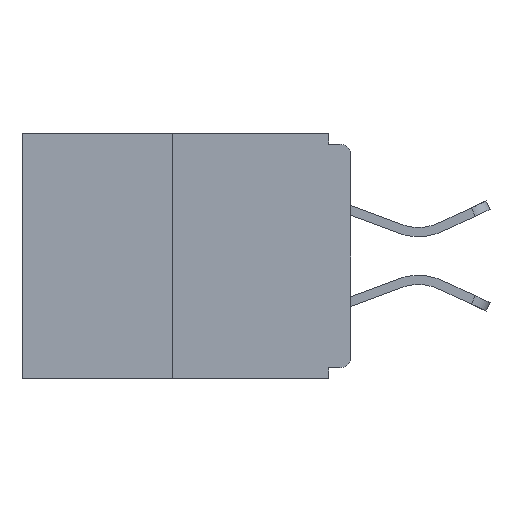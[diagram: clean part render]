
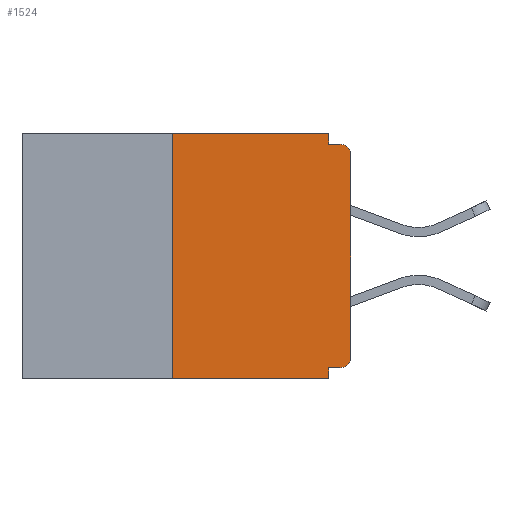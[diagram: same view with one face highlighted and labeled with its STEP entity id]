
A CAD part, left-side view. The second image highlights one B-rep face of the part: STEP entity #1524.
In plain terms, the highlighted planar face has unit normal (-1, 0, 0).
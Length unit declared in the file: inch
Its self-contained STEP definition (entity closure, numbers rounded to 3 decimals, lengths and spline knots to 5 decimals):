
#87 = CARTESIAN_POINT ( 'NONE',  ( 0., 0.031, -0.328 ) ) ;
#421 = VECTOR ( 'NONE', #9186, 39.37008 ) ;
#729 = VECTOR ( 'NONE', #3641, 39.37008 ) ;
#812 = CARTESIAN_POINT ( 'NONE',  ( 0., 0., -0.015 ) ) ;
#911 = ORIENTED_EDGE ( 'NONE', *, *, #4028, .F. ) ;
#1102 = LINE ( 'NONE', #8254, #9293 ) ;
#1312 = DIRECTION ( 'NONE',  ( 0., 0., -1. ) ) ;
#1334 = EDGE_CURVE ( 'NONE', #8099, #2415, #9938, .T. ) ;
#1524 = ADVANCED_FACE ( 'NONE', ( #2619 ), #7028, .F. ) ;
#1611 = ORIENTED_EDGE ( 'NONE', *, *, #1334, .F. ) ;
#1771 = ORIENTED_EDGE ( 'NONE', *, *, #7982, .T. ) ;
#1847 = ORIENTED_EDGE ( 'NONE', *, *, #8492, .F. ) ;
#1913 = CARTESIAN_POINT ( 'NONE',  ( 0., 0.031, 0. ) ) ;
#2305 = VERTEX_POINT ( 'NONE', #1913 ) ;
#2415 = VERTEX_POINT ( 'NONE', #11290 ) ;
#2574 = DIRECTION ( 'NONE',  ( 0., 0., 1. ) ) ;
#2619 = FACE_OUTER_BOUND ( 'NONE', #8011, .T. ) ;
#2721 = CARTESIAN_POINT ( 'NONE',  ( 0., 0.25, 0. ) ) ;
#3105 = DIRECTION ( 'NONE',  ( -1., 0., 0. ) ) ;
#3212 = CARTESIAN_POINT ( 'NONE',  ( 0., 0.46, 0. ) ) ;
#3360 = LINE ( 'NONE', #6413, #421 ) ;
#3585 = DIRECTION ( 'NONE',  ( 0., -1., 0. ) ) ;
#3641 = DIRECTION ( 'NONE',  ( 0., 1., 0. ) ) ;
#3835 = VECTOR ( 'NONE', #5886, 39.37008 ) ;
#4028 = EDGE_CURVE ( 'NONE', #8599, #2305, #3360, .T. ) ;
#4064 = DIRECTION ( 'NONE',  ( 1., 0., 0. ) ) ;
#4220 = VERTEX_POINT ( 'NONE', #9499 ) ;
#4291 = VERTEX_POINT ( 'NONE', #9453 ) ;
#4612 = CIRCLE ( 'NONE', #7586, 0.015 ) ;
#4787 = ORIENTED_EDGE ( 'NONE', *, *, #9556, .T. ) ;
#4808 = LINE ( 'NONE', #11119, #11620 ) ;
#5083 = ORIENTED_EDGE ( 'NONE', *, *, #8443, .T. ) ;
#5240 = EDGE_CURVE ( 'NONE', #8150, #7874, #1102, .T. ) ;
#5471 = VECTOR ( 'NONE', #8485, 39.37008 ) ;
#5769 = ORIENTED_EDGE ( 'NONE', *, *, #9958, .T. ) ;
#5886 = DIRECTION ( 'NONE',  ( 0., 0., -1. ) ) ;
#6252 = LINE ( 'NONE', #9737, #3835 ) ;
#6264 = AXIS2_PLACEMENT_3D ( 'NONE', #3212, #4064, #1312 ) ;
#6413 = CARTESIAN_POINT ( 'NONE',  ( 0., 0.46, 0. ) ) ;
#6569 = EDGE_CURVE ( 'NONE', #4291, #8599, #4808, .T. ) ;
#7028 = PLANE ( 'NONE',  #6264 ) ;
#7409 = VECTOR ( 'NONE', #7488, 39.37008 ) ;
#7458 = CARTESIAN_POINT ( 'NONE',  ( 0., 0., -0.328 ) ) ;
#7488 = DIRECTION ( 'NONE',  ( 0., -1., 0. ) ) ;
#7586 = AXIS2_PLACEMENT_3D ( 'NONE', #11632, #3105, #9782 ) ;
#7628 = CIRCLE ( 'NONE', #8928, 0.015 ) ;
#7753 = VECTOR ( 'NONE', #3585, 39.37008 ) ;
#7783 = CARTESIAN_POINT ( 'NONE',  ( 0., 0., -0.03 ) ) ;
#7874 = VERTEX_POINT ( 'NONE', #11696 ) ;
#7982 = EDGE_CURVE ( 'NONE', #4291, #7874, #10876, .T. ) ;
#8011 = EDGE_LOOP ( 'NONE', ( #911, #10576, #1771, #12039, #11702, #4787, #5769, #5083, #1611, #1847 ) ) ;
#8037 = EDGE_CURVE ( 'NONE', #10931, #8150, #8922, .T. ) ;
#8099 = VERTEX_POINT ( 'NONE', #9400 ) ;
#8150 = VERTEX_POINT ( 'NONE', #87 ) ;
#8254 = CARTESIAN_POINT ( 'NONE',  ( 0., 0.031, -0.343 ) ) ;
#8336 = DIRECTION ( 'NONE',  ( 0., 0., -1. ) ) ;
#8443 = EDGE_CURVE ( 'NONE', #10122, #2415, #4612, .T. ) ;
#8485 = DIRECTION ( 'NONE',  ( 0., 0., 1. ) ) ;
#8492 = EDGE_CURVE ( 'NONE', #2305, #8099, #6252, .T. ) ;
#8599 = VERTEX_POINT ( 'NONE', #2721 ) ;
#8750 = LINE ( 'NONE', #11218, #5471 ) ;
#8922 = LINE ( 'NONE', #7458, #729 ) ;
#8928 = AXIS2_PLACEMENT_3D ( 'NONE', #10344, #11152, #12216 ) ;
#9048 = CARTESIAN_POINT ( 'NONE',  ( 0., 0.015, -0.328 ) ) ;
#9175 = CARTESIAN_POINT ( 'NONE',  ( 0., 0.46, -0.343 ) ) ;
#9186 = DIRECTION ( 'NONE',  ( 0., -1., 0. ) ) ;
#9293 = VECTOR ( 'NONE', #8336, 39.37008 ) ;
#9400 = CARTESIAN_POINT ( 'NONE',  ( 0., 0.031, -0.015 ) ) ;
#9453 = CARTESIAN_POINT ( 'NONE',  ( 0., 0.25, -0.343 ) ) ;
#9499 = CARTESIAN_POINT ( 'NONE',  ( 0., 0., -0.313 ) ) ;
#9556 = EDGE_CURVE ( 'NONE', #10931, #4220, #7628, .T. ) ;
#9737 = CARTESIAN_POINT ( 'NONE',  ( 0., 0.031, 0. ) ) ;
#9782 = DIRECTION ( 'NONE',  ( 0., 0., -1. ) ) ;
#9938 = LINE ( 'NONE', #812, #7409 ) ;
#9958 = EDGE_CURVE ( 'NONE', #4220, #10122, #8750, .T. ) ;
#10122 = VERTEX_POINT ( 'NONE', #7783 ) ;
#10344 = CARTESIAN_POINT ( 'NONE',  ( 0., 0.015, -0.313 ) ) ;
#10576 = ORIENTED_EDGE ( 'NONE', *, *, #6569, .F. ) ;
#10876 = LINE ( 'NONE', #9175, #7753 ) ;
#10931 = VERTEX_POINT ( 'NONE', #9048 ) ;
#11119 = CARTESIAN_POINT ( 'NONE',  ( 0., 0.25, 0. ) ) ;
#11152 = DIRECTION ( 'NONE',  ( -1., 0., 0. ) ) ;
#11218 = CARTESIAN_POINT ( 'NONE',  ( 0., 0., 0. ) ) ;
#11290 = CARTESIAN_POINT ( 'NONE',  ( 0., 0.015, -0.015 ) ) ;
#11620 = VECTOR ( 'NONE', #2574, 39.37008 ) ;
#11632 = CARTESIAN_POINT ( 'NONE',  ( 0., 0.015, -0.03 ) ) ;
#11696 = CARTESIAN_POINT ( 'NONE',  ( 0., 0.031, -0.343 ) ) ;
#11702 = ORIENTED_EDGE ( 'NONE', *, *, #8037, .F. ) ;
#12039 = ORIENTED_EDGE ( 'NONE', *, *, #5240, .F. ) ;
#12216 = DIRECTION ( 'NONE',  ( 0., 0., -1. ) ) ;
